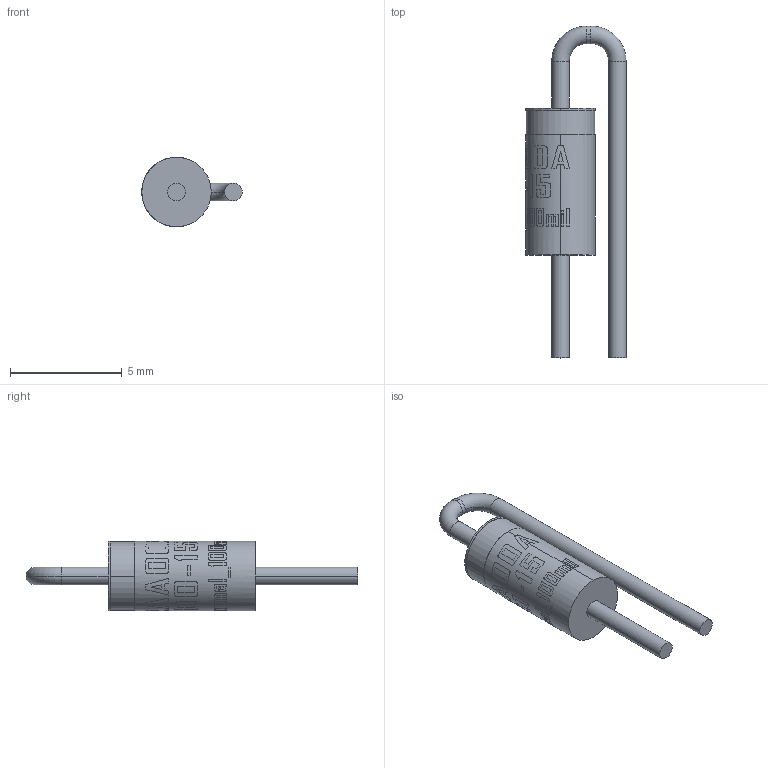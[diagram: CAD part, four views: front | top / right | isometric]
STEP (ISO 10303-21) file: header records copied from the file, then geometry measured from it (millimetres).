
FILE_DESCRIPTION (( 'STEP AP214' ), '1' );
FILE_NAME ('DO-15_Normal_100mil_rev1.0.STEP', '2023-03-16T20:32:01', ( '' ), ( '' ), 'SwSTEP 2.0', 'SolidWorks 2020', '' );
FILE_SCHEMA (( 'AUTOMOTIVE_DESIGN' ));
Length unit declared in the file: millimetre
Products named in the file (1): DO-15_Normal_100mil_rev1.0
Bounding box: 4.48 x 14.83 x 3.1 mm (x, y, z)
Volume: 61 mm3; surface area: 138.1 mm2
Topology: 1 solids, 1 shells, 64 faces, 335 edges, 310 vertices
Faces by surface type: cylinder 54, plane 6, torus 4
Entity records: 4758 total; most frequent: CARTESIAN_POINT 1214, ORIENTED_EDGE 670, DIRECTION 512, EDGE_CURVE 335, VERTEX_POINT 310, AXIS2_PLACEMENT_3D 202, CIRCLE 137, LINE 108
